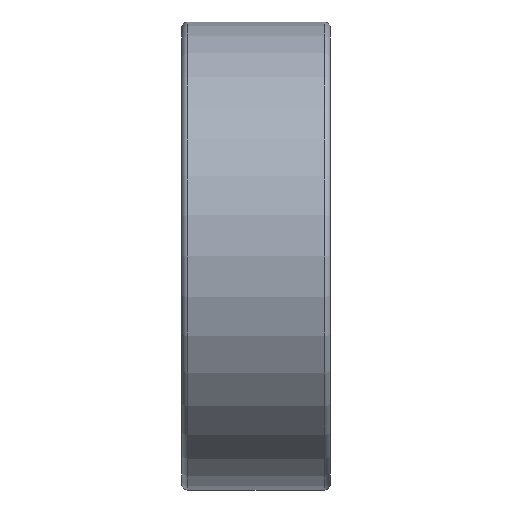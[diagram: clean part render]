
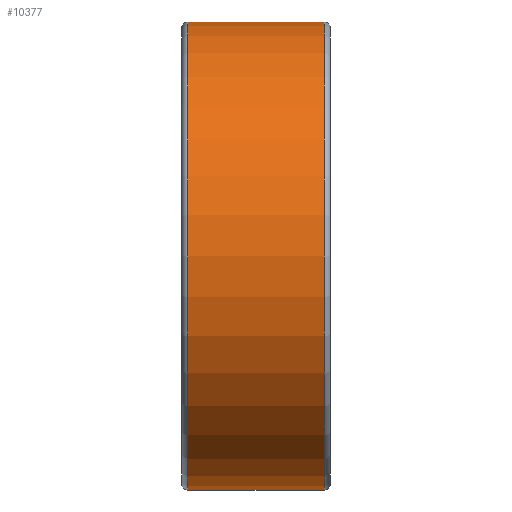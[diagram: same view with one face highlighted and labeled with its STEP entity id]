
A CAD part, front view. The second image highlights one B-rep face of the part: STEP entity #10377.
In plain terms, the highlighted cylindrical face has radius 11 mm (diameter 22 mm), a partial arc.
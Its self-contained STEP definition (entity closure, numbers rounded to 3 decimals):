
#269 = CARTESIAN_POINT ( 'NONE',  ( 6.7, 0., 11. ) ) ;
#360 = EDGE_LOOP ( 'NONE', ( #9733, #10230, #2673, #11084 ) ) ;
#834 = VERTEX_POINT ( 'NONE', #10920 ) ;
#1362 = CARTESIAN_POINT ( 'NONE',  ( 6.7, 0., -11. ) ) ;
#1672 = DIRECTION ( 'NONE',  ( 0., 0., -1. ) ) ;
#1902 = CARTESIAN_POINT ( 'NONE',  ( 6.7, 0., 0. ) ) ;
#2673 = ORIENTED_EDGE ( 'NONE', *, *, #5770, .T. ) ;
#2907 = VERTEX_POINT ( 'NONE', #6396 ) ;
#2948 = DIRECTION ( 'NONE',  ( 1., 0., 0. ) ) ;
#3414 = DIRECTION ( 'NONE',  ( 1., 0., 0. ) ) ;
#3904 = CIRCLE ( 'NONE', #7510, 11. ) ;
#3926 = LINE ( 'NONE', #269, #8421 ) ;
#4158 = DIRECTION ( 'NONE',  ( 1., 0., 0. ) ) ;
#4274 = VECTOR ( 'NONE', #8342, 1000. ) ;
#4403 = AXIS2_PLACEMENT_3D ( 'NONE', #1902, #2948, #7541 ) ;
#4675 = VERTEX_POINT ( 'NONE', #7022 ) ;
#5770 = EDGE_CURVE ( 'NONE', #2907, #9979, #8611, .T. ) ;
#6396 = CARTESIAN_POINT ( 'NONE',  ( 0.3, 0., -11. ) ) ;
#7022 = CARTESIAN_POINT ( 'NONE',  ( 6.7, 0., 11. ) ) ;
#7068 = EDGE_CURVE ( 'NONE', #4675, #9979, #9579, .T. ) ;
#7154 = FACE_OUTER_BOUND ( 'NONE', #360, .T. ) ;
#7234 = EDGE_CURVE ( 'NONE', #834, #4675, #3926, .T. ) ;
#7510 = AXIS2_PLACEMENT_3D ( 'NONE', #9022, #3414, #8864 ) ;
#7541 = DIRECTION ( 'NONE',  ( 0., 0., -1. ) ) ;
#8308 = CARTESIAN_POINT ( 'NONE',  ( 6.7, 0., -11. ) ) ;
#8342 = DIRECTION ( 'NONE',  ( 1., 0., 0. ) ) ;
#8421 = VECTOR ( 'NONE', #8604, 1000. ) ;
#8604 = DIRECTION ( 'NONE',  ( 1., 0., 0. ) ) ;
#8611 = LINE ( 'NONE', #8308, #4274 ) ;
#8734 = EDGE_CURVE ( 'NONE', #834, #2907, #3904, .T. ) ;
#8864 = DIRECTION ( 'NONE',  ( 0., 0., -1. ) ) ;
#9022 = CARTESIAN_POINT ( 'NONE',  ( 0.3, 0., 0. ) ) ;
#9579 = CIRCLE ( 'NONE', #4403, 11. ) ;
#9733 = ORIENTED_EDGE ( 'NONE', *, *, #7234, .F. ) ;
#9979 = VERTEX_POINT ( 'NONE', #1362 ) ;
#10230 = ORIENTED_EDGE ( 'NONE', *, *, #8734, .T. ) ;
#10377 = ADVANCED_FACE ( 'NONE', ( #7154 ), #11352, .T. ) ;
#10536 = CARTESIAN_POINT ( 'NONE',  ( 6.7, 0., 0. ) ) ;
#10920 = CARTESIAN_POINT ( 'NONE',  ( 0.3, 0., 11. ) ) ;
#11084 = ORIENTED_EDGE ( 'NONE', *, *, #7068, .F. ) ;
#11352 = CYLINDRICAL_SURFACE ( 'NONE', #11552, 11. ) ;
#11552 = AXIS2_PLACEMENT_3D ( 'NONE', #10536, #4158, #1672 ) ;
